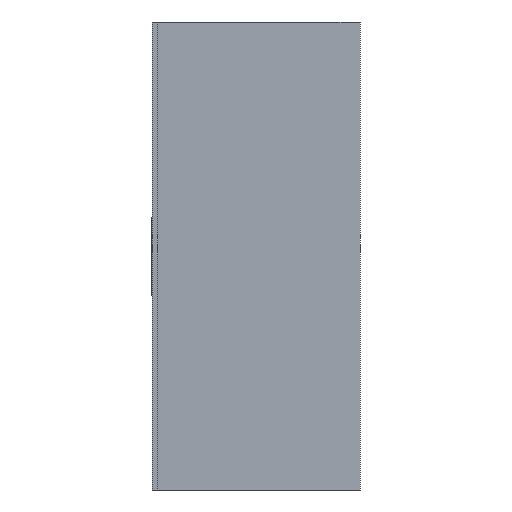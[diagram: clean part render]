
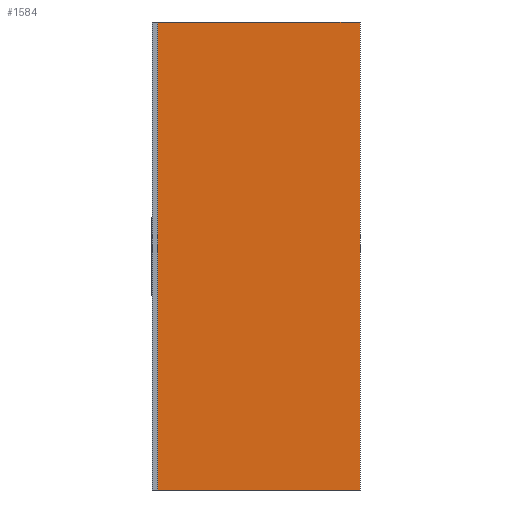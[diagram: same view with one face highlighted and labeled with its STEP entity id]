
A CAD part, left-side view. The second image highlights one B-rep face of the part: STEP entity #1584.
In plain terms, the highlighted planar face has unit normal (-1, 0, 0).
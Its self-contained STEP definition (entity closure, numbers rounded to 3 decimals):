
#26 = DIRECTION ( 'NONE',  ( 0., 0., 1. ) ) ;
#45 = VECTOR ( 'NONE', #1807, 1000. ) ;
#54 = DIRECTION ( 'NONE',  ( 0., 0., 1. ) ) ;
#129 = CARTESIAN_POINT ( 'NONE',  ( -0.027, 0., -1.35 ) ) ;
#160 = VECTOR ( 'NONE', #26, 1000. ) ;
#291 = EDGE_CURVE ( 'NONE', #3459, #2499, #2443, .T. ) ;
#303 = CARTESIAN_POINT ( 'NONE',  ( -0.027, 0., 0. ) ) ;
#701 = EDGE_CURVE ( 'NONE', #1032, #3459, #737, .T. ) ;
#737 = LINE ( 'NONE', #1793, #45 ) ;
#802 = CARTESIAN_POINT ( 'NONE',  ( -0.027, -0.017, -1.35 ) ) ;
#976 = ORIENTED_EDGE ( 'NONE', *, *, #701, .F. ) ;
#1032 = VERTEX_POINT ( 'NONE', #1759 ) ;
#1104 = ORIENTED_EDGE ( 'NONE', *, *, #1245, .T. ) ;
#1202 = DIRECTION ( 'NONE',  ( 1., 0., 0. ) ) ;
#1245 = EDGE_CURVE ( 'NONE', #2906, #2499, #3467, .T. ) ;
#1376 = LINE ( 'NONE', #802, #2123 ) ;
#1384 = DIRECTION ( 'NONE',  ( 0., 1., 0. ) ) ;
#1461 = CARTESIAN_POINT ( 'NONE',  ( -0.027, 0.566, 0. ) ) ;
#1584 = ADVANCED_FACE ( 'NONE', ( #2565 ), #2324, .F. ) ;
#1759 = CARTESIAN_POINT ( 'NONE',  ( -0.027, -0.017, -1.35 ) ) ;
#1793 = CARTESIAN_POINT ( 'NONE',  ( -0.027, 0., -1.35 ) ) ;
#1807 = DIRECTION ( 'NONE',  ( 0., 1., 0. ) ) ;
#2123 = VECTOR ( 'NONE', #54, 1000. ) ;
#2211 = EDGE_LOOP ( 'NONE', ( #1104, #2445, #976, #2783 ) ) ;
#2257 = EDGE_CURVE ( 'NONE', #1032, #2906, #1376, .T. ) ;
#2324 = PLANE ( 'NONE',  #2752 ) ;
#2443 = LINE ( 'NONE', #2929, #160 ) ;
#2445 = ORIENTED_EDGE ( 'NONE', *, *, #291, .F. ) ;
#2499 = VERTEX_POINT ( 'NONE', #1461 ) ;
#2556 = CARTESIAN_POINT ( 'NONE',  ( -0.027, 0.566, -1.35 ) ) ;
#2565 = FACE_OUTER_BOUND ( 'NONE', #2211, .T. ) ;
#2752 = AXIS2_PLACEMENT_3D ( 'NONE', #129, #1202, #3411 ) ;
#2783 = ORIENTED_EDGE ( 'NONE', *, *, #2257, .T. ) ;
#2906 = VERTEX_POINT ( 'NONE', #2925 ) ;
#2925 = CARTESIAN_POINT ( 'NONE',  ( -0.027, -0.017, 0. ) ) ;
#2929 = CARTESIAN_POINT ( 'NONE',  ( -0.027, 0.566, -1.35 ) ) ;
#3377 = VECTOR ( 'NONE', #1384, 1000. ) ;
#3411 = DIRECTION ( 'NONE',  ( 0., 1., 0. ) ) ;
#3459 = VERTEX_POINT ( 'NONE', #2556 ) ;
#3467 = LINE ( 'NONE', #303, #3377 ) ;
